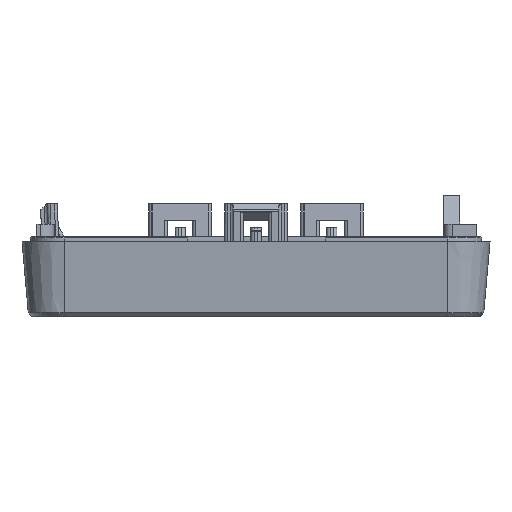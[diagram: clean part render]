
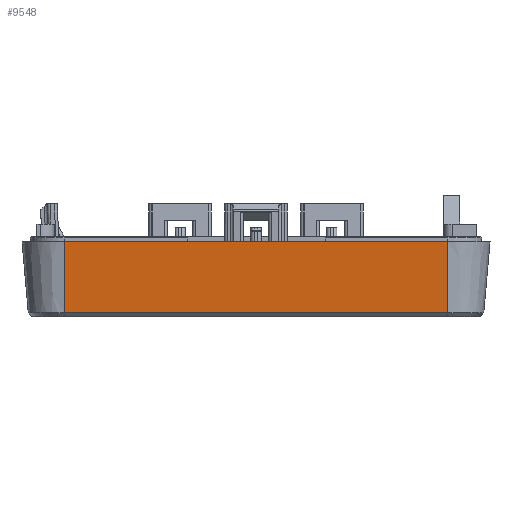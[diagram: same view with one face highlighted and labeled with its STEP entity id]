
A CAD part, left-side view. The second image highlights one B-rep face of the part: STEP entity #9548.
In plain terms, the highlighted planar face has unit normal (-0.996, 0, -0.087).
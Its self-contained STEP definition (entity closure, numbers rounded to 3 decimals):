
#289 = CARTESIAN_POINT ( 'NONE',  ( -28.454, 22.871, 45.339 ) ) ;
#1081 = DIRECTION ( 'NONE',  ( -0.087, 0., 0.996 ) ) ;
#1916 = CARTESIAN_POINT ( 'NONE',  ( -27.715, -22.625, 36.897 ) ) ;
#2503 = LINE ( 'NONE', #18791, #22628 ) ;
#2693 = LINE ( 'NONE', #10919, #30702 ) ;
#3373 = LINE ( 'NONE', #6177, #23031 ) ;
#5174 = ORIENTED_EDGE ( 'NONE', *, *, #22995, .T. ) ;
#6177 = CARTESIAN_POINT ( 'NONE',  ( -28.454, -22.625, 45.339 ) ) ;
#9375 = AXIS2_PLACEMENT_3D ( 'NONE', #13053, #12524, #31970 ) ;
#9548 = ADVANCED_FACE ( 'NONE', ( #10251 ), #31275, .T. ) ;
#10251 = FACE_OUTER_BOUND ( 'NONE', #10253, .T. ) ;
#10253 = EDGE_LOOP ( 'NONE', ( #11575, #28709, #5174, #18310 ) ) ;
#10919 = CARTESIAN_POINT ( 'NONE',  ( -28.454, 22.871, 45.339 ) ) ;
#11575 = ORIENTED_EDGE ( 'NONE', *, *, #18197, .F. ) ;
#12524 = DIRECTION ( 'NONE',  ( -0.996, 0., -0.087 ) ) ;
#13053 = CARTESIAN_POINT ( 'NONE',  ( -28.454, 22.871, 45.339 ) ) ;
#13491 = VERTEX_POINT ( 'NONE', #23339 ) ;
#13838 = VERTEX_POINT ( 'NONE', #23133 ) ;
#14553 = VECTOR ( 'NONE', #29738, 1000. ) ;
#18197 = EDGE_CURVE ( 'NONE', #13491, #13838, #2693, .T. ) ;
#18310 = ORIENTED_EDGE ( 'NONE', *, *, #31461, .F. ) ;
#18791 = CARTESIAN_POINT ( 'NONE',  ( -27.715, 22.871, 36.897 ) ) ;
#20024 = VERTEX_POINT ( 'NONE', #1916 ) ;
#20191 = CARTESIAN_POINT ( 'NONE',  ( -28.454, -22.625, 45.339 ) ) ;
#22628 = VECTOR ( 'NONE', #31946, 1000. ) ;
#22995 = EDGE_CURVE ( 'NONE', #20024, #30518, #3373, .T. ) ;
#23031 = VECTOR ( 'NONE', #1081, 1000. ) ;
#23133 = CARTESIAN_POINT ( 'NONE',  ( -28.454, 22.871, 45.339 ) ) ;
#23339 = CARTESIAN_POINT ( 'NONE',  ( -27.715, 22.871, 36.897 ) ) ;
#26262 = EDGE_CURVE ( 'NONE', #13491, #20024, #2503, .T. ) ;
#27277 = LINE ( 'NONE', #289, #14553 ) ;
#28709 = ORIENTED_EDGE ( 'NONE', *, *, #26262, .T. ) ;
#29738 = DIRECTION ( 'NONE',  ( 0., -1., 0. ) ) ;
#30518 = VERTEX_POINT ( 'NONE', #20191 ) ;
#30702 = VECTOR ( 'NONE', #32304, 1000. ) ;
#31275 = PLANE ( 'NONE',  #9375 ) ;
#31461 = EDGE_CURVE ( 'NONE', #13838, #30518, #27277, .T. ) ;
#31946 = DIRECTION ( 'NONE',  ( 0., -1., 0. ) ) ;
#31970 = DIRECTION ( 'NONE',  ( -0.087, 0., 0.996 ) ) ;
#32304 = DIRECTION ( 'NONE',  ( -0.087, 0., 0.996 ) ) ;
